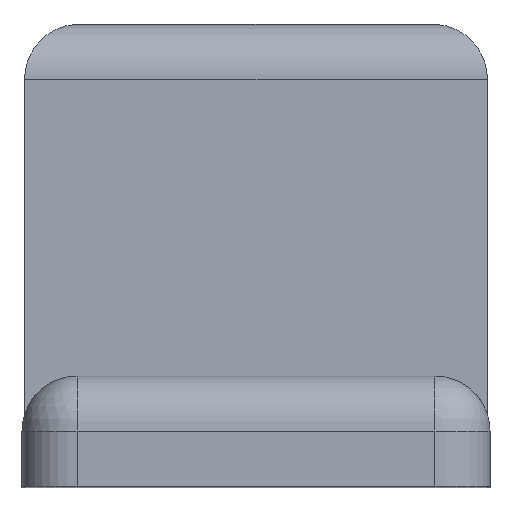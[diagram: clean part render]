
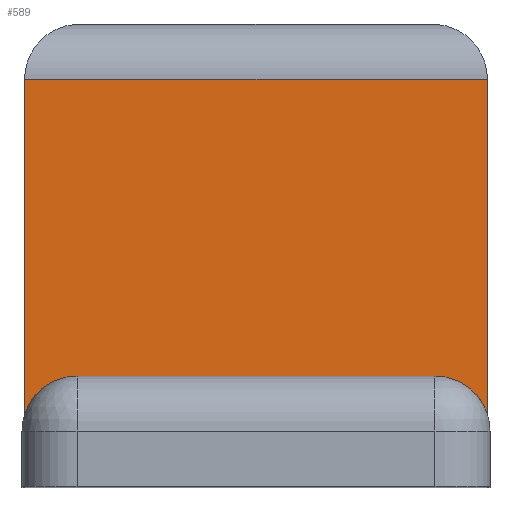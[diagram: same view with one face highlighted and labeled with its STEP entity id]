
A CAD part, top view. The second image highlights one B-rep face of the part: STEP entity #589.
In plain terms, the highlighted planar face has unit normal (0, 0, 1).
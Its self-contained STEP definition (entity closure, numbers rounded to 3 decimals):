
#36=FACE_OUTER_BOUND('',#72,.T.);
#72=EDGE_LOOP('',(#370,#371,#372,#373,#374,#375));
#108=CIRCLE('',#646,0.1);
#109=CIRCLE('',#647,0.1);
#132=LINE('',#897,#186);
#133=LINE('',#899,#187);
#134=LINE('',#901,#188);
#135=LINE('',#905,#189);
#186=VECTOR('',#713,1000.);
#187=VECTOR('',#714,1000.);
#188=VECTOR('',#715,1000.);
#189=VECTOR('',#718,1000.);
#240=VERTEX_POINT('',#895);
#241=VERTEX_POINT('',#896);
#242=VERTEX_POINT('',#898);
#243=VERTEX_POINT('',#900);
#244=VERTEX_POINT('',#902);
#245=VERTEX_POINT('',#904);
#288=EDGE_CURVE('',#240,#241,#132,.T.);
#289=EDGE_CURVE('',#240,#242,#133,.T.);
#290=EDGE_CURVE('',#242,#243,#134,.T.);
#291=EDGE_CURVE('',#243,#244,#108,.T.);
#292=EDGE_CURVE('',#245,#244,#135,.T.);
#293=EDGE_CURVE('',#245,#241,#109,.T.);
#370=ORIENTED_EDGE('',*,*,#288,.F.);
#371=ORIENTED_EDGE('',*,*,#289,.T.);
#372=ORIENTED_EDGE('',*,*,#290,.T.);
#373=ORIENTED_EDGE('',*,*,#291,.T.);
#374=ORIENTED_EDGE('',*,*,#292,.F.);
#375=ORIENTED_EDGE('',*,*,#293,.T.);
#534=PLANE('',#645);
#589=ADVANCED_FACE('',(#36),#534,.F.);
#645=AXIS2_PLACEMENT_3D('',#894,#711,#712);
#646=AXIS2_PLACEMENT_3D('',#903,#716,#717);
#647=AXIS2_PLACEMENT_3D('',#906,#719,#720);
#711=DIRECTION('center_axis',(0.,0.,-1.));
#712=DIRECTION('ref_axis',(-1.,0.,0.));
#713=DIRECTION('',(0.,-1.,0.));
#714=DIRECTION('',(-1.,0.,0.));
#715=DIRECTION('',(0.,-1.,0.));
#716=DIRECTION('center_axis',(0.,0.,-1.));
#717=DIRECTION('ref_axis',(-1.,0.,0.));
#718=DIRECTION('',(-1.,0.,0.));
#719=DIRECTION('center_axis',(0.,0.,-1.));
#720=DIRECTION('ref_axis',(-1.,0.,0.));
#894=CARTESIAN_POINT('Origin',(-0.42,0.84,0.55));
#895=CARTESIAN_POINT('',(0.42,0.74,0.55));
#896=CARTESIAN_POINT('',(0.42,0.131,0.55));
#897=CARTESIAN_POINT('',(0.42,0.84,0.55));
#898=CARTESIAN_POINT('',(-0.42,0.74,0.55));
#899=CARTESIAN_POINT('',(-0.42,0.74,0.55));
#900=CARTESIAN_POINT('',(-0.42,0.131,0.55));
#901=CARTESIAN_POINT('',(-0.42,0.84,0.55));
#902=CARTESIAN_POINT('',(-0.325,0.2,0.55));
#903=CARTESIAN_POINT('Origin',(-0.325,0.1,0.55));
#904=CARTESIAN_POINT('',(0.325,0.2,0.55));
#905=CARTESIAN_POINT('',(-0.425,0.2,0.55));
#906=CARTESIAN_POINT('Origin',(0.325,0.1,0.55));
